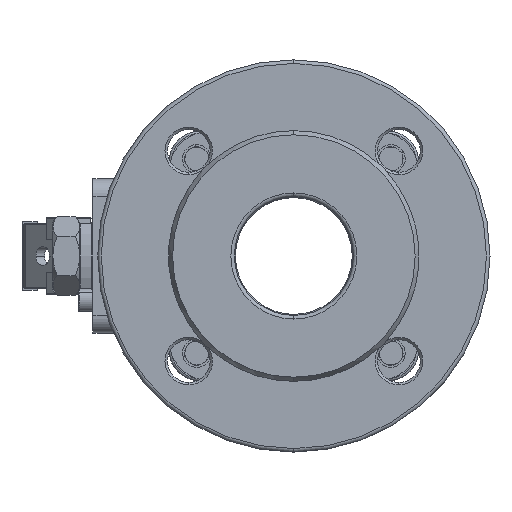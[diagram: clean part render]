
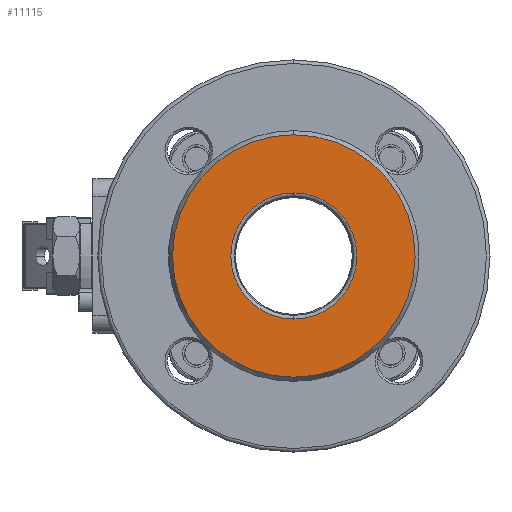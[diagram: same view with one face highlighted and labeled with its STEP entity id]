
A CAD part, left-side view. The second image highlights one B-rep face of the part: STEP entity #11115.
In plain terms, the highlighted planar face has unit normal (-1, 0, 0).
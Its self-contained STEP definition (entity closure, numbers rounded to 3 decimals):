
#2567 = ORIENTED_EDGE ( 'NONE', *, *, #33009, .F. ) ;
#2574 = DIRECTION ( 'NONE',  ( -1., 0., 0. ) ) ;
#2597 = DIRECTION ( 'NONE',  ( -1., 0., 0. ) ) ;
#3139 = EDGE_CURVE ( 'NONE', #18154, #27916, #11455, .T. ) ;
#4064 = AXIS2_PLACEMENT_3D ( 'NONE', #31640, #11587, #35008 ) ;
#4273 = CARTESIAN_POINT ( 'NONE',  ( -63., 0., 26.5 ) ) ;
#6144 = EDGE_LOOP ( 'NONE', ( #43577, #6937 ) ) ;
#6796 = DIRECTION ( 'NONE',  ( -1., 0., 0. ) ) ;
#6937 = ORIENTED_EDGE ( 'NONE', *, *, #24470, .T. ) ;
#9733 = AXIS2_PLACEMENT_3D ( 'NONE', #22743, #2574, #26114 ) ;
#10585 = FACE_OUTER_BOUND ( 'NONE', #6144, .T. ) ;
#10926 = CIRCLE ( 'NONE', #28595, 51. ) ;
#11115 = ADVANCED_FACE ( 'NONE', ( #10585, #12686 ), #22762, .T. ) ;
#11455 = CIRCLE ( 'NONE', #9733, 26.5 ) ;
#11587 = DIRECTION ( 'NONE',  ( -1., 0., 0. ) ) ;
#12686 = FACE_BOUND ( 'NONE', #19526, .T. ) ;
#14095 = CARTESIAN_POINT ( 'NONE',  ( -63., 0., 0. ) ) ;
#17458 = DIRECTION ( 'NONE',  ( 0., 0., 1. ) ) ;
#18154 = VERTEX_POINT ( 'NONE', #38602 ) ;
#18918 = AXIS2_PLACEMENT_3D ( 'NONE', #36044, #2597, #26136 ) ;
#19526 = EDGE_LOOP ( 'NONE', ( #2567, #23919 ) ) ;
#19924 = CIRCLE ( 'NONE', #36163, 51. ) ;
#19928 = CIRCLE ( 'NONE', #4064, 26.5 ) ;
#22743 = CARTESIAN_POINT ( 'NONE',  ( -63., 0., 0. ) ) ;
#22762 = PLANE ( 'NONE',  #18918 ) ;
#22864 = CARTESIAN_POINT ( 'NONE',  ( -63., 0., 51. ) ) ;
#23919 = ORIENTED_EDGE ( 'NONE', *, *, #3139, .F. ) ;
#24399 = VERTEX_POINT ( 'NONE', #43324 ) ;
#24470 = EDGE_CURVE ( 'NONE', #28589, #24399, #19924, .T. ) ;
#26114 = DIRECTION ( 'NONE',  ( 0., 0., 1. ) ) ;
#26136 = DIRECTION ( 'NONE',  ( 0., 0., 1. ) ) ;
#26935 = CARTESIAN_POINT ( 'NONE',  ( -63., 0., 0. ) ) ;
#27916 = VERTEX_POINT ( 'NONE', #4273 ) ;
#28589 = VERTEX_POINT ( 'NONE', #22864 ) ;
#28595 = AXIS2_PLACEMENT_3D ( 'NONE', #14095, #37521, #17458 ) ;
#30308 = DIRECTION ( 'NONE',  ( 0., 0., 1. ) ) ;
#31640 = CARTESIAN_POINT ( 'NONE',  ( -63., 0., 0. ) ) ;
#33009 = EDGE_CURVE ( 'NONE', #27916, #18154, #19928, .T. ) ;
#35008 = DIRECTION ( 'NONE',  ( 0., 0., 1. ) ) ;
#36044 = CARTESIAN_POINT ( 'NONE',  ( -63., -26.5, 0. ) ) ;
#36163 = AXIS2_PLACEMENT_3D ( 'NONE', #26935, #6796, #30308 ) ;
#37521 = DIRECTION ( 'NONE',  ( -1., 0., 0. ) ) ;
#38602 = CARTESIAN_POINT ( 'NONE',  ( -63., 0., -26.5 ) ) ;
#40629 = EDGE_CURVE ( 'NONE', #24399, #28589, #10926, .T. ) ;
#43324 = CARTESIAN_POINT ( 'NONE',  ( -63., 0., -51. ) ) ;
#43577 = ORIENTED_EDGE ( 'NONE', *, *, #40629, .T. ) ;
